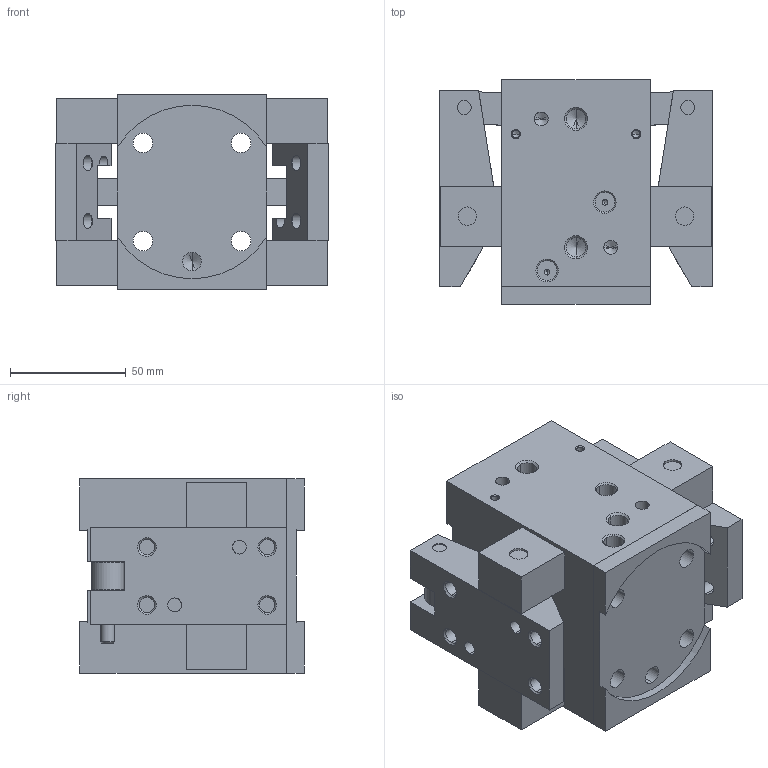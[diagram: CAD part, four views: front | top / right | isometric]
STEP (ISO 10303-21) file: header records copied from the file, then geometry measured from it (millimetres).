
FILE_DESCRIPTION( ( '' ), '1' );
FILE_NAME( '0g570_8_5_op610gdb_0_2_14a.stp', '2010-10-25T15:50:42', ( '' ), ( '' ), ' ', ' ', ' ' );
FILE_SCHEMA( ( 'automotive_design' ) );
Length unit declared in the file: millimetre
Products named in the file (6): 1; 2; 3; 4; 5; 6
Bounding box: 118 x 97 x 84 mm (x, y, z)
Volume: 593684.6 mm3; surface area: 113540.1 mm2
Topology: 6 solids, 6 shells, 337 faces, 908 edges, 570 vertices
Faces by surface type: cylinder 136, plane 129, cone 72
Entity records: 20887 total; most frequent: CARTESIAN_POINT 2093, DIRECTION 1898, STYLED_ITEM 1793, PRESENTATION_STYLE_ASSIGNMENT 1793, COLOUR_RGB 1793, ORIENTED_EDGE 1760, EDGE_CURVE 880, CURVE_STYLE 880
